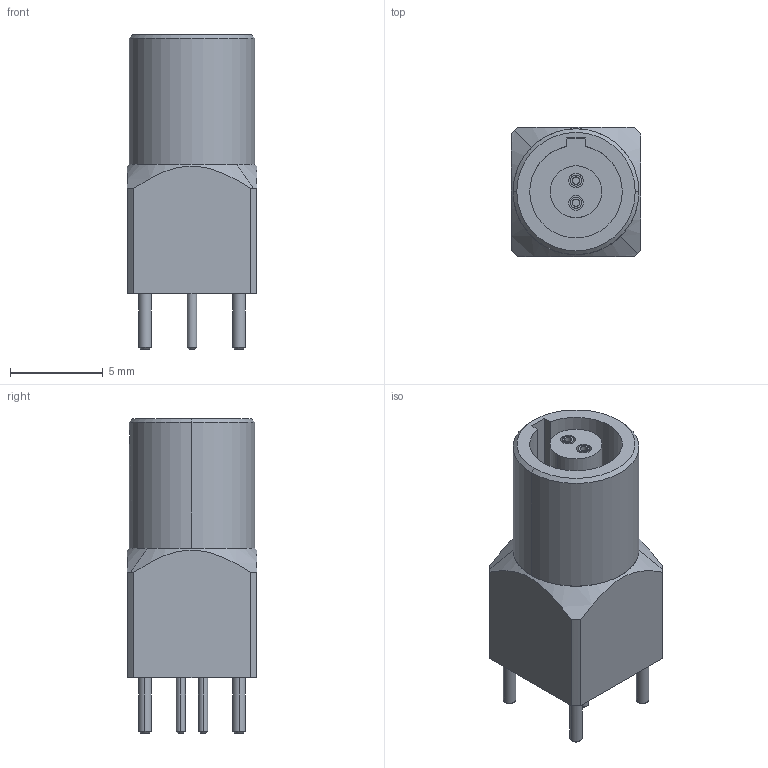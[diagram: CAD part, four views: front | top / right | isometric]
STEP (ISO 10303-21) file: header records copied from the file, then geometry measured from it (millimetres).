
FILE_DESCRIPTION((''),'2;1');
FILE_NAME('LEMO_EZG_00_302_CLN.stp','2011-01-10T19:18:06',(''),(''),'Mechanical Desktop 2011','Mechanical Desktop 2011',', , ');
FILE_SCHEMA(('AUTOMOTIVE_DESIGN { 1 2 10303 214 1 1 1 1 }'));
Length unit declared in the file: millimetre
Products named in the file (1): Product
Bounding box: 7 x 7 x 17 mm (x, y, z)
Volume: 491.5 mm3; surface area: 740.3 mm2
Topology: 12 solids, 12 shells, 87 faces, 167 edges, 107 vertices
Faces by surface type: plane 31, cylinder 30, bspline 16, cone 10
Entity records: 2533 total; most frequent: CARTESIAN_POINT 684, DIRECTION 392, ORIENTED_EDGE 334, EDGE_CURVE 167, AXIS2_PLACEMENT_3D 161, VERTEX_POINT 107, EDGE_LOOP 96, CIRCLE 89
